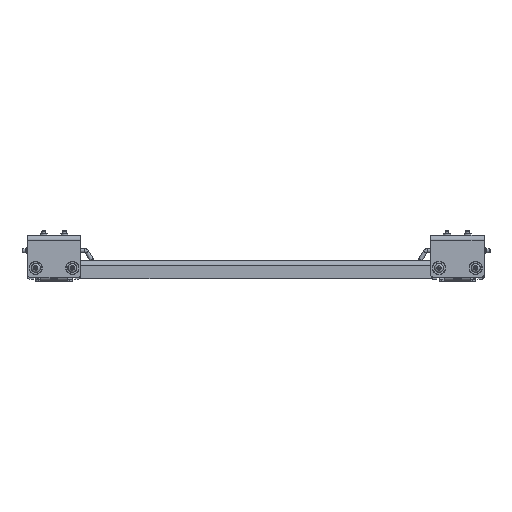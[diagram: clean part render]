
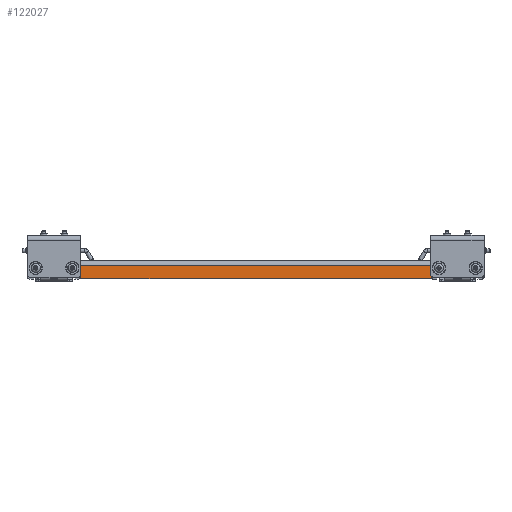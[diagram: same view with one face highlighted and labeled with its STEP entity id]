
A CAD part, left-side view. The second image highlights one B-rep face of the part: STEP entity #122027.
In plain terms, the highlighted planar face has unit normal (-1, 0, 0).
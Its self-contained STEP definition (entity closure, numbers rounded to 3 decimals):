
#1533 = FACE_OUTER_BOUND ( 'NONE', #119576, .T. ) ;
#1756 = DIRECTION ( 'NONE',  ( -1., 0., 0. ) ) ;
#3066 = ORIENTED_EDGE ( 'NONE', *, *, #7718, .T. ) ;
#4355 = DIRECTION ( 'NONE',  ( 0., -1., 0. ) ) ;
#7718 = EDGE_CURVE ( 'NONE', #115814, #98411, #22607, .T. ) ;
#12123 = LINE ( 'NONE', #80533, #94278 ) ;
#13791 = DIRECTION ( 'NONE',  ( 0., 0., 1. ) ) ;
#14336 = CARTESIAN_POINT ( 'NONE',  ( -10.5, -8.25, -0.875 ) ) ;
#21189 = DIRECTION ( 'NONE',  ( 0., 0., 1. ) ) ;
#22607 = CIRCLE ( 'NONE', #26678, 0.25 ) ;
#25835 = EDGE_CURVE ( 'NONE', #45247, #113515, #12123, .T. ) ;
#26678 = AXIS2_PLACEMENT_3D ( 'NONE', #123813, #106148, #58366 ) ;
#27698 = CARTESIAN_POINT ( 'NONE',  ( -10.5, -8.5, -0.255 ) ) ;
#27839 = VECTOR ( 'NONE', #13791, 39.37 ) ;
#28671 = DIRECTION ( 'NONE',  ( 0., -1., 0. ) ) ;
#31979 = LINE ( 'NONE', #99857, #27839 ) ;
#32162 = EDGE_CURVE ( 'NONE', #113515, #45708, #116675, .T. ) ;
#35160 = ORIENTED_EDGE ( 'NONE', *, *, #81580, .T. ) ;
#35503 = CARTESIAN_POINT ( 'NONE',  ( -10.5, 8.25, -0.875 ) ) ;
#37815 = VECTOR ( 'NONE', #28671, 39.37 ) ;
#40419 = CARTESIAN_POINT ( 'NONE',  ( -10.5, 10.375, 0. ) ) ;
#45247 = VERTEX_POINT ( 'NONE', #117060 ) ;
#45249 = CARTESIAN_POINT ( 'NONE',  ( -10.5, 8.5, -0.625 ) ) ;
#45708 = VERTEX_POINT ( 'NONE', #35503 ) ;
#50480 = AXIS2_PLACEMENT_3D ( 'NONE', #68266, #1756, #21189 ) ;
#52933 = DIRECTION ( 'NONE',  ( 0., 0., -1. ) ) ;
#58366 = DIRECTION ( 'NONE',  ( 0., 0., 1. ) ) ;
#59056 = ORIENTED_EDGE ( 'NONE', *, *, #25835, .T. ) ;
#59444 = CARTESIAN_POINT ( 'NONE',  ( -10.5, -8.5, -0.255 ) ) ;
#60052 = LINE ( 'NONE', #59444, #37815 ) ;
#60878 = LINE ( 'NONE', #91652, #68404 ) ;
#68266 = CARTESIAN_POINT ( 'NONE',  ( -10.5, 8.25, -0.625 ) ) ;
#68404 = VECTOR ( 'NONE', #4355, 39.37 ) ;
#71172 = EDGE_CURVE ( 'NONE', #45247, #91985, #60052, .T. ) ;
#72982 = ORIENTED_EDGE ( 'NONE', *, *, #71172, .F. ) ;
#78086 = PLANE ( 'NONE',  #113643 ) ;
#80533 = CARTESIAN_POINT ( 'NONE',  ( -10.5, 8.5, 0. ) ) ;
#81580 = EDGE_CURVE ( 'NONE', #45708, #115814, #60878, .T. ) ;
#89392 = DIRECTION ( 'NONE',  ( -1., 0., 0. ) ) ;
#91652 = CARTESIAN_POINT ( 'NONE',  ( -10.5, 10.375, -0.875 ) ) ;
#91985 = VERTEX_POINT ( 'NONE', #27698 ) ;
#94278 = VECTOR ( 'NONE', #52933, 39.37 ) ;
#96713 = ORIENTED_EDGE ( 'NONE', *, *, #32162, .T. ) ;
#98411 = VERTEX_POINT ( 'NONE', #117188 ) ;
#99857 = CARTESIAN_POINT ( 'NONE',  ( -10.5, -8.5, 0. ) ) ;
#106148 = DIRECTION ( 'NONE',  ( -1., 0., 0. ) ) ;
#108019 = EDGE_CURVE ( 'NONE', #98411, #91985, #31979, .T. ) ;
#113515 = VERTEX_POINT ( 'NONE', #45249 ) ;
#113643 = AXIS2_PLACEMENT_3D ( 'NONE', #40419, #89392, #117093 ) ;
#115814 = VERTEX_POINT ( 'NONE', #14336 ) ;
#116675 = CIRCLE ( 'NONE', #50480, 0.25 ) ;
#117060 = CARTESIAN_POINT ( 'NONE',  ( -10.5, 8.5, -0.255 ) ) ;
#117093 = DIRECTION ( 'NONE',  ( 0., 0., 1. ) ) ;
#117188 = CARTESIAN_POINT ( 'NONE',  ( -10.5, -8.5, -0.625 ) ) ;
#119576 = EDGE_LOOP ( 'NONE', ( #59056, #96713, #35160, #3066, #121756, #72982 ) ) ;
#121756 = ORIENTED_EDGE ( 'NONE', *, *, #108019, .T. ) ;
#122027 = ADVANCED_FACE ( 'NONE', ( #1533 ), #78086, .T. ) ;
#123813 = CARTESIAN_POINT ( 'NONE',  ( -10.5, -8.25, -0.625 ) ) ;
